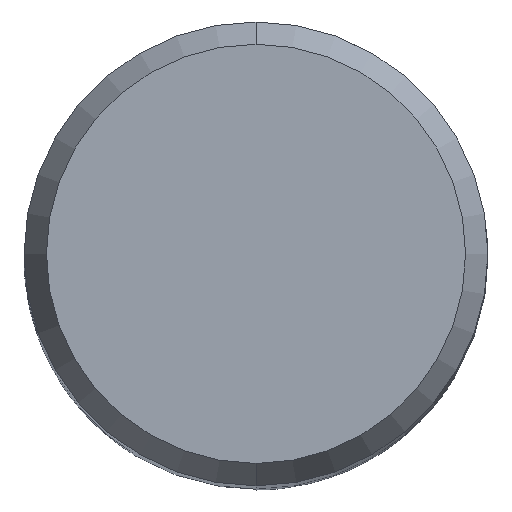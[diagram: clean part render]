
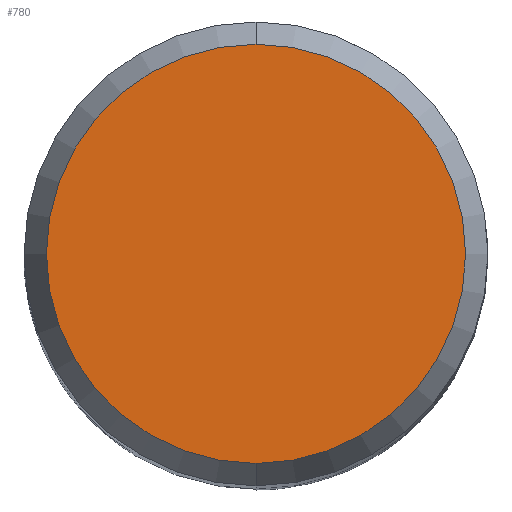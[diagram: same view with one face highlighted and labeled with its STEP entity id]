
A CAD part, top view. The second image highlights one B-rep face of the part: STEP entity #780.
In plain terms, the highlighted planar face has unit normal (0, 0, 1).
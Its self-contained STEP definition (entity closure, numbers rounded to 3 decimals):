
#376=EDGE_CURVE('',#452,#732,#1032,.T.);
#452=VERTEX_POINT('',#1117);
#644=EDGE_CURVE('',#732,#452,#1329,.T.);
#732=VERTEX_POINT('',#1423);
#780=ADVANCED_FACE('',(#1475),#1476,.T.);
#1032=CIRCLE('',#1750,5.423);
#1117=CARTESIAN_POINT('',(0.,-5.423,0.0));
#1329=CIRCLE('',#2198,5.423);
#1423=CARTESIAN_POINT('',(0.0,5.423,0.0));
#1475=FACE_OUTER_BOUND('',#2444,.T.);
#1476=PLANE('',#2445);
#1750=AXIS2_PLACEMENT_3D('',#2879,#2880,#2881);
#2198=AXIS2_PLACEMENT_3D('',#3235,#3236,#3237);
#2444=EDGE_LOOP('',(#3376,#3377));
#2445=AXIS2_PLACEMENT_3D('',#3378,#3379,#3380);
#2879=CARTESIAN_POINT('',(0.0,0.0,0.0));
#2880=DIRECTION('',(0.0,0.0,-1.0));
#2881=DIRECTION('',(0.0,1.0,0.0));
#3235=CARTESIAN_POINT('',(0.0,0.0,0.0));
#3236=DIRECTION('',(0.0,0.0,-1.0));
#3237=DIRECTION('',(0.0,1.0,0.0));
#3376=ORIENTED_EDGE('',*,*,#644,.F.);
#3377=ORIENTED_EDGE('',*,*,#376,.F.);
#3378=CARTESIAN_POINT('',(0.0,2.711,0.0));
#3379=DIRECTION('',(-0.0,0.0,1.0));
#3380=DIRECTION('',(0.0,-1.0,0.0));
